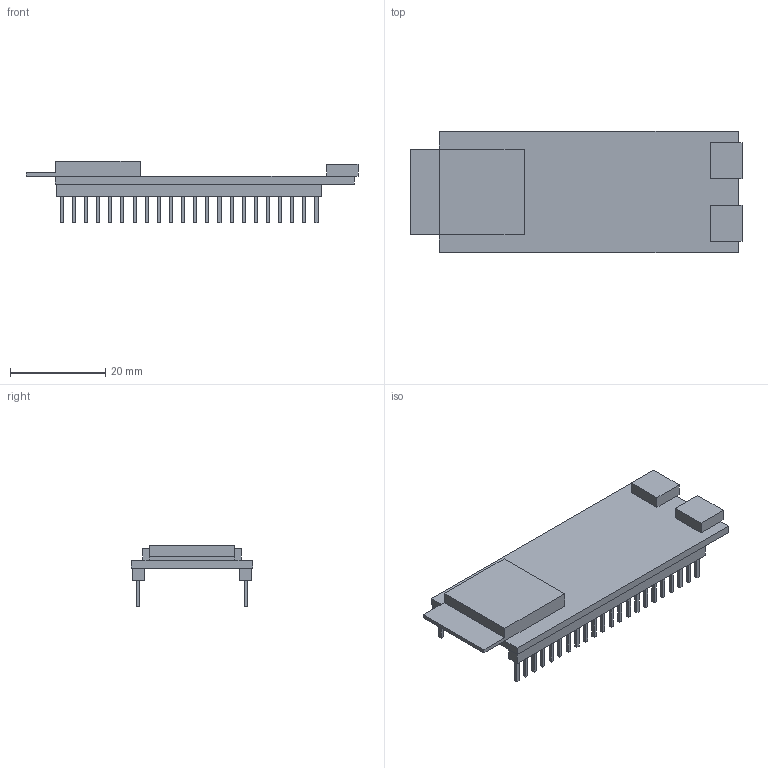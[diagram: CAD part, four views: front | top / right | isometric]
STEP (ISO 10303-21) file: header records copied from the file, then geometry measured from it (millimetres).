
FILE_DESCRIPTION (( 'STEP AP214' ), '1' );
FILE_NAME ('2_DmMc_ESP32S3WROOM1_type6.STEP', '2022-11-28T03:50:59', ( '' ), ( '' ), 'SwSTEP 2.0', 'SolidWorks 2022', '' );
FILE_SCHEMA (( 'AUTOMOTIVE_DESIGN' ));
Length unit declared in the file: millimetre
Products named in the file (1): 2_DmMc_ESP32S3WROOM1_type6
Bounding box: 69.8 x 25.5 x 13 mm (x, y, z)
Volume: 4837.5 mm3; surface area: 5358.6 mm2
Topology: 1 solids, 1 shells, 256 faces, 618 edges, 410 vertices
Faces by surface type: plane 256
Entity records: 7328 total; most frequent: CARTESIAN_POINT 1285, ORIENTED_EDGE 1236, DIRECTION 1132, LINE 618, EDGE_CURVE 618, VECTOR 618, VERTEX_POINT 410, EDGE_LOOP 302
